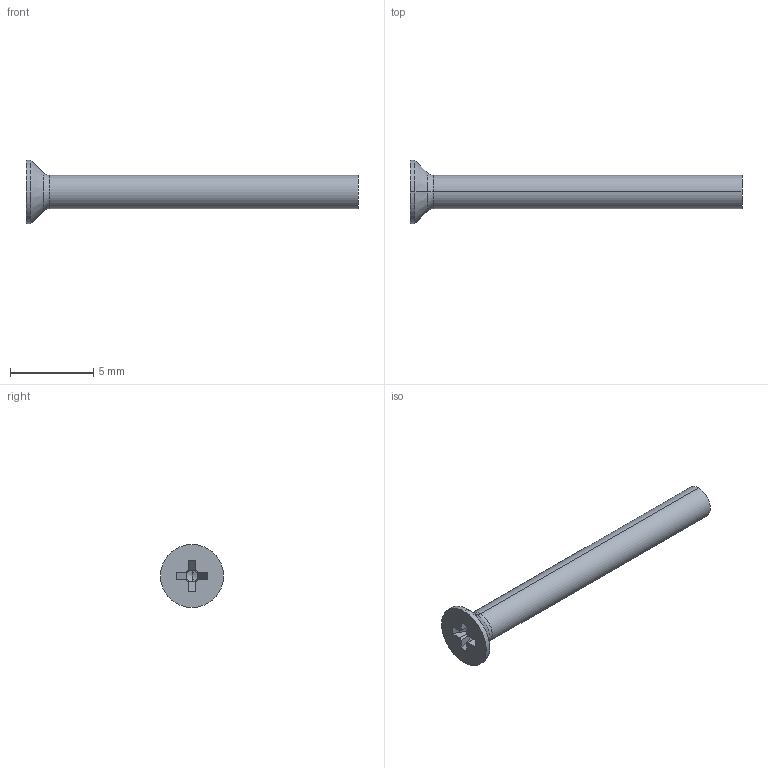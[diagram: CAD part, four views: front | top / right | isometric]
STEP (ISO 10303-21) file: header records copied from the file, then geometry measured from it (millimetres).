
FILE_DESCRIPTION (( 'STEP AP214' ), '1' );
FILE_NAME ('countersunk flat head cross recess screw_din.STEP', '2013-11-18T21:02:23', ( '' ), ( '' ), 'SwSTEP 2.0', 'SolidWorks 2014', '' );
FILE_SCHEMA (( 'AUTOMOTIVE_DESIGN' ));
Length unit declared in the file: millimetre
Products named in the file (1): countersunk flat head cross recess screw_din
Bounding box: 20 x 3.8 x 3.8 mm (x, y, z)
Volume: 67.4 mm3; surface area: 152.8 mm2
Topology: 1 solids, 1 shells, 41 faces, 94 edges, 54 vertices
Faces by surface type: plane 22, cone 13, cylinder 4, torus 2
Entity records: 1166 total; most frequent: CARTESIAN_POINT 227, DIRECTION 197, ORIENTED_EDGE 184, EDGE_CURVE 92, AXIS2_PLACEMENT_3D 76, VERTEX_POINT 54, VECTOR 45, LINE 45
